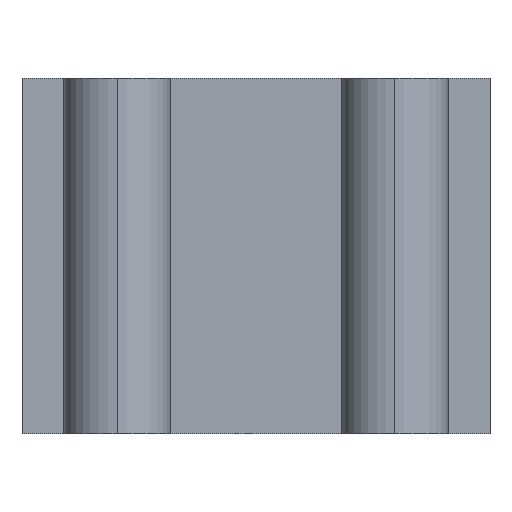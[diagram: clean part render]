
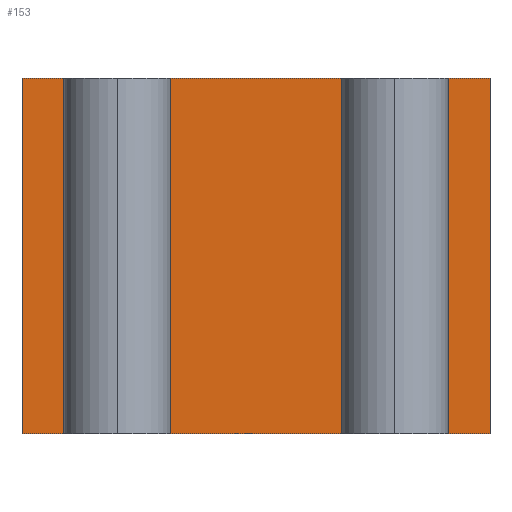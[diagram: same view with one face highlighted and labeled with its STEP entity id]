
A CAD part, front view. The second image highlights one B-rep face of the part: STEP entity #153.
In plain terms, the highlighted planar face has unit normal (0, -1, 0).
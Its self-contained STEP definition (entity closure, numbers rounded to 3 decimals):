
#153=ADVANCED_FACE('',(#360),#361,.F.);
#360=FACE_OUTER_BOUND('',#653,.T.);
#361=PLANE('',#654);
#653=EDGE_LOOP('',(#953,#954,#955,#956));
#654=AXIS2_PLACEMENT_3D('',#957,#958,#959);
#953=ORIENTED_EDGE('',*,*,#1640,.T.);
#954=ORIENTED_EDGE('',*,*,#1628,.T.);
#955=ORIENTED_EDGE('',*,*,#1641,.T.);
#956=ORIENTED_EDGE('',*,*,#1642,.T.);
#957=CARTESIAN_POINT('',(-226.305,36.322,25.6));
#958=DIRECTION('',(0.,1.0,0.));
#959=DIRECTION('',(0.0,0.,1.0));
#1628=EDGE_CURVE('',#1938,#1935,#1939,.T.);
#1640=EDGE_CURVE('',#1956,#1938,#1957,.T.);
#1641=EDGE_CURVE('',#1935,#1958,#1959,.T.);
#1642=EDGE_CURVE('',#1958,#1956,#1960,.T.);
#1935=VERTEX_POINT('',#2349);
#1938=VERTEX_POINT('',#2353);
#1939=LINE('',#2354,#2355);
#1956=VERTEX_POINT('',#2378);
#1957=LINE('',#2379,#2380);
#1958=VERTEX_POINT('',#2381);
#1959=LINE('',#2382,#2383);
#1960=LINE('',#2384,#2385);
#2349=CARTESIAN_POINT('',(-192.605,36.322,0.0));
#2353=CARTESIAN_POINT('',(-260.005,36.322,0.0));
#2354=CARTESIAN_POINT('',(-260.005,36.322,0.0));
#2355=VECTOR('',#2885,10.0);
#2378=CARTESIAN_POINT('',(-260.005,36.322,51.2));
#2379=CARTESIAN_POINT('',(-260.005,36.322,51.2));
#2380=VECTOR('',#2898,10.0);
#2381=CARTESIAN_POINT('',(-192.605,36.322,51.2));
#2382=CARTESIAN_POINT('',(-192.605,36.322,0.0));
#2383=VECTOR('',#2899,10.0);
#2384=CARTESIAN_POINT('',(-192.605,36.322,51.2));
#2385=VECTOR('',#2900,10.0);
#2885=DIRECTION('',(1.0,0.0,0.0));
#2898=DIRECTION('',(0.0,0.0,-1.0));
#2899=DIRECTION('',(0.0,0.0,1.0));
#2900=DIRECTION('',(-1.0,0.0,0.0));
